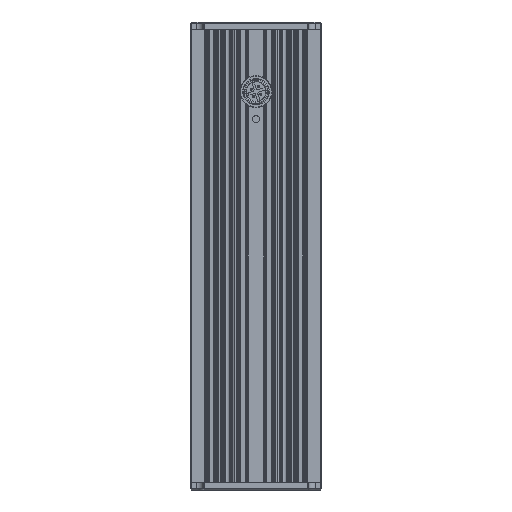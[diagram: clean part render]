
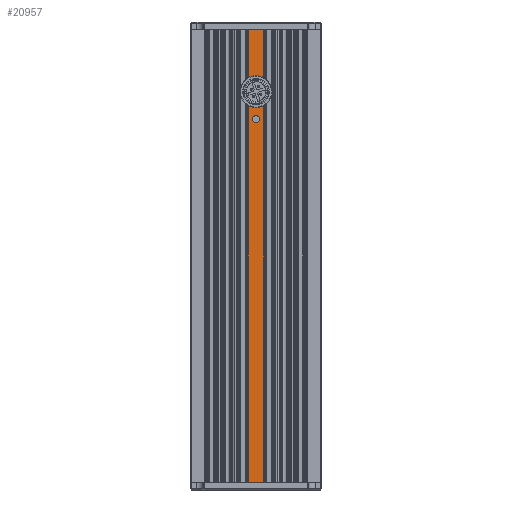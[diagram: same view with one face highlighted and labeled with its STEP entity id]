
A CAD part, front view. The second image highlights one B-rep face of the part: STEP entity #20957.
In plain terms, the highlighted planar face has unit normal (0, -1, 0).
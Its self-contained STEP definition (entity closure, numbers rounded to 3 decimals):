
#1860=FACE_BOUND('',#4867,.T.);
#1861=FACE_BOUND('',#4868,.T.);
#3115=CIRCLE('',#23256,2.8);
#3119=CIRCLE('',#23262,1.621);
#3120=CIRCLE('',#23263,1.621);
#3697=FACE_OUTER_BOUND('',#4866,.T.);
#4866=EDGE_LOOP('',(#17551,#17552,#17553,#17554));
#4867=EDGE_LOOP('',(#17555,#17556));
#4868=EDGE_LOOP('',(#17557));
#6156=LINE('',#56879,#7746);
#6472=LINE('',#58330,#8062);
#6496=LINE('',#58474,#8086);
#6497=LINE('',#58475,#8087);
#7746=VECTOR('',#26860,10.);
#8062=VECTOR('',#28178,10.);
#8086=VECTOR('',#28318,0.5);
#8087=VECTOR('',#28319,0.5);
#9966=VERTEX_POINT('',#56876);
#9967=VERTEX_POINT('',#56878);
#10600=VERTEX_POINT('',#58327);
#10601=VERTEX_POINT('',#58329);
#10660=VERTEX_POINT('',#58462);
#10664=VERTEX_POINT('',#58476);
#10665=VERTEX_POINT('',#58477);
#12385=EDGE_CURVE('',#9966,#9967,#6156,.T.);
#13111=EDGE_CURVE('',#10600,#10601,#6472,.T.);
#13178=EDGE_CURVE('',#10660,#10660,#3115,.T.);
#13184=EDGE_CURVE('',#10601,#9966,#6496,.T.);
#13185=EDGE_CURVE('',#9967,#10600,#6497,.T.);
#13186=EDGE_CURVE('',#10664,#10665,#3119,.T.);
#13187=EDGE_CURVE('',#10665,#10664,#3120,.T.);
#17551=ORIENTED_EDGE('',*,*,#13184,.F.);
#17552=ORIENTED_EDGE('',*,*,#13111,.F.);
#17553=ORIENTED_EDGE('',*,*,#13185,.F.);
#17554=ORIENTED_EDGE('',*,*,#12385,.F.);
#17555=ORIENTED_EDGE('',*,*,#13186,.T.);
#17556=ORIENTED_EDGE('',*,*,#13187,.T.);
#17557=ORIENTED_EDGE('',*,*,#13178,.F.);
#20237=PLANE('',#23261);
#20957=ADVANCED_FACE('',(#3697,#1860,#1861),#20237,.F.);
#23256=AXIS2_PLACEMENT_3D('',#58463,#28304,#28305);
#23261=AXIS2_PLACEMENT_3D('',#58473,#28316,#28317);
#23262=AXIS2_PLACEMENT_3D('',#58478,#28320,#28321);
#23263=AXIS2_PLACEMENT_3D('',#58479,#28322,#28323);
#26860=DIRECTION('',(-1.,0.,0.));
#28178=DIRECTION('',(1.,0.,0.));
#28304=DIRECTION('center_axis',(0.,-1.,0.));
#28305=DIRECTION('ref_axis',(-1.,0.,0.));
#28316=DIRECTION('center_axis',(0.,1.,0.));
#28317=DIRECTION('ref_axis',(1.,0.,0.));
#28318=DIRECTION('',(0.,0.,-1.));
#28319=DIRECTION('',(0.,0.,1.));
#28320=DIRECTION('center_axis',(0.,1.,0.));
#28321=DIRECTION('ref_axis',(1.,0.,0.));
#28322=DIRECTION('center_axis',(0.,1.,0.));
#28323=DIRECTION('ref_axis',(1.,0.,0.));
#56876=CARTESIAN_POINT('',(3.64,-8.651,-103.));
#56878=CARTESIAN_POINT('',(-3.64,-8.651,-103.));
#56879=CARTESIAN_POINT('',(-11.155,-8.651,-103.));
#58327=CARTESIAN_POINT('',(-3.64,-8.651,103.));
#58329=CARTESIAN_POINT('',(3.64,-8.651,103.));
#58330=CARTESIAN_POINT('',(-11.155,-8.651,103.));
#58462=CARTESIAN_POINT('',(2.8,-8.651,74.8));
#58463=CARTESIAN_POINT('Origin',(0.,-8.651,
74.8));
#58473=CARTESIAN_POINT('Origin',(-4.591,-8.651,103.));
#58474=CARTESIAN_POINT('',(3.64,-8.651,103.));
#58475=CARTESIAN_POINT('',(-3.64,-8.651,103.));
#58476=CARTESIAN_POINT('',(1.621,-8.651,62.3));
#58477=CARTESIAN_POINT('',(-1.621,-8.651,62.3));
#58478=CARTESIAN_POINT('Origin',(0.,-8.651,
62.3));
#58479=CARTESIAN_POINT('Origin',(0.,-8.651,
62.3));
